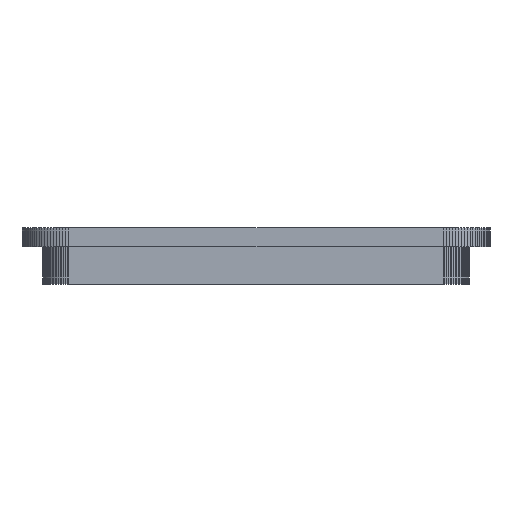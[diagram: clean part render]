
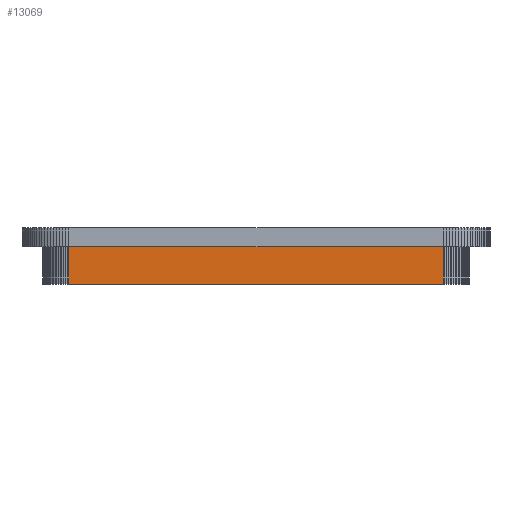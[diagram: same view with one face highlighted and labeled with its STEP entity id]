
A CAD part, left-side view. The second image highlights one B-rep face of the part: STEP entity #13069.
In plain terms, the highlighted free-form (B-spline) face has degree [1, 1] with [2, 2] control points.
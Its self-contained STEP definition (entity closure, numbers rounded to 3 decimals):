
#122 = B_SPLINE_SURFACE_WITH_KNOTS('',1,1,(
    (#123,#124)
    ,(#125,#126
    )),.UNSPECIFIED.,.F.,.F.,.F.,(2,2),(2,2),(-1220.472,
    1220.472),(-492.126,492.126),
  .PIECEWISE_BEZIER_KNOTS.);
#123 = CARTESIAN_POINT('',(61.,-1.013,
    14.));
#124 = CARTESIAN_POINT('',(61.,23.987,
    14.));
#125 = CARTESIAN_POINT('',(-1.,-1.013,
    14.));
#126 = CARTESIAN_POINT('',(-1.,23.987,
    14.));
#3501 = VERTEX_POINT('',#3502);
#3502 = CARTESIAN_POINT('',(0.1,21.487,
    14.));
#3515 = B_SPLINE_SURFACE_WITH_KNOTS('',1,1,(
    (#3516,#3517)
    ,(#3518,#3519
    )),.UNSPECIFIED.,.F.,.F.,.F.,(2,2),(2,2),(0.,3.764),(
    -78.74,0.),.PIECEWISE_BEZIER_KNOTS.);
#3516 = CARTESIAN_POINT('',(0.103,21.583,
    14.));
#3517 = CARTESIAN_POINT('',(0.103,21.583,
    12.));
#3518 = CARTESIAN_POINT('',(0.1,21.487,
    14.));
#3519 = CARTESIAN_POINT('',(0.1,21.487,
    12.));
#3526 = EDGE_CURVE('',#3527,#3501,#3529,.T.);
#3527 = VERTEX_POINT('',#3528);
#3528 = CARTESIAN_POINT('',(0.1,1.487,
    14.));
#3529 = SURFACE_CURVE('',#3530,(#3533,#3540),.PCURVE_S1.);
#3530 = B_SPLINE_CURVE_WITH_KNOTS('',1,(#3531,#3532),.UNSPECIFIED.,.F.,
  .F.,(2,2),(0.,1.),.PIECEWISE_BEZIER_KNOTS.);
#3531 = CARTESIAN_POINT('',(0.1,1.487,
    14.));
#3532 = CARTESIAN_POINT('',(0.1,21.487,
    14.));
#3533 = PCURVE('',#122,#3534);
#3534 = DEFINITIONAL_REPRESENTATION('',(#3535),#3539);
#3535 = B_SPLINE_CURVE_WITH_KNOTS('',2,(#3536,#3537,#3538),
  .UNSPECIFIED.,.F.,.F.,(3,3),(0.,1.),.PIECEWISE_BEZIER_KNOTS.);
#3536 = CARTESIAN_POINT('',(1177.165,-393.701));
#3537 = CARTESIAN_POINT('',(1177.165,0.));
#3538 = CARTESIAN_POINT('',(1177.165,393.701));
#3539 = ( GEOMETRIC_REPRESENTATION_CONTEXT(2) 
PARAMETRIC_REPRESENTATION_CONTEXT() REPRESENTATION_CONTEXT('2D SPACE',''
  ) );
#3540 = PCURVE('',#3541,#3546);
#3541 = B_SPLINE_SURFACE_WITH_KNOTS('',1,1,(
    (#3542,#3543)
    ,(#3544,#3545
  )),.UNSPECIFIED.,.F.,.F.,.F.,(2,2),(2,2),(0.,787.401),(-78.74,0.),
  .PIECEWISE_BEZIER_KNOTS.);
#3542 = CARTESIAN_POINT('',(0.1,21.487,
    14.));
#3543 = CARTESIAN_POINT('',(0.1,21.487,
    12.));
#3544 = CARTESIAN_POINT('',(0.1,1.487,
    14.));
#3545 = CARTESIAN_POINT('',(0.1,1.487,
    12.));
#3546 = DEFINITIONAL_REPRESENTATION('',(#3547),#3550);
#3547 = B_SPLINE_CURVE_WITH_KNOTS('',1,(#3548,#3549),.UNSPECIFIED.,.F.,
  .F.,(2,2),(0.,1.),.PIECEWISE_BEZIER_KNOTS.);
#3548 = CARTESIAN_POINT('',(787.401,-78.74));
#3549 = CARTESIAN_POINT('',(0.,-78.74));
#3550 = ( GEOMETRIC_REPRESENTATION_CONTEXT(2) 
PARAMETRIC_REPRESENTATION_CONTEXT() REPRESENTATION_CONTEXT('2D SPACE',''
  ) );
#3567 = B_SPLINE_SURFACE_WITH_KNOTS('',1,1,(
    (#3568,#3569)
    ,(#3570,#3571
    )),.UNSPECIFIED.,.F.,.F.,.F.,(2,2),(2,2),(0.,3.764),(
    -78.74,0.),.PIECEWISE_BEZIER_KNOTS.);
#3568 = CARTESIAN_POINT('',(0.1,1.487,
    14.));
#3569 = CARTESIAN_POINT('',(0.1,1.487,
    12.));
#3570 = CARTESIAN_POINT('',(0.103,1.391,
    14.));
#3571 = CARTESIAN_POINT('',(0.103,1.391,
    12.));
#9969 = B_SPLINE_SURFACE_WITH_KNOTS('',1,1,(
    (#9970,#9971)
    ,(#9972,#9973
    )),.UNSPECIFIED.,.F.,.F.,.F.,(2,2),(2,2),(-1177.165,
    1177.165),(-448.819,448.819),
  .PIECEWISE_BEZIER_KNOTS.);
#9970 = CARTESIAN_POINT('',(0.1,0.087,
    12.));
#9971 = CARTESIAN_POINT('',(0.1,22.887,
    12.));
#9972 = CARTESIAN_POINT('',(59.9,0.087,
    12.));
#9973 = CARTESIAN_POINT('',(59.9,22.887,
    12.));
#13031 = VERTEX_POINT('',#13032);
#13032 = CARTESIAN_POINT('',(0.1,1.487,
    12.));
#13050 = EDGE_CURVE('',#13031,#3527,#13051,.T.);
#13051 = SURFACE_CURVE('',#13052,(#13055,#13061),.PCURVE_S1.);
#13052 = B_SPLINE_CURVE_WITH_KNOTS('',1,(#13053,#13054),.UNSPECIFIED.,
  .F.,.F.,(2,2),(0.,78.74),.PIECEWISE_BEZIER_KNOTS.);
#13053 = CARTESIAN_POINT('',(0.1,1.487,
    12.));
#13054 = CARTESIAN_POINT('',(0.1,1.487,
    14.));
#13055 = PCURVE('',#3567,#13056);
#13056 = DEFINITIONAL_REPRESENTATION('',(#13057),#13060);
#13057 = B_SPLINE_CURVE_WITH_KNOTS('',1,(#13058,#13059),.UNSPECIFIED.,
  .F.,.F.,(2,2),(0.,78.74),.PIECEWISE_BEZIER_KNOTS.);
#13058 = CARTESIAN_POINT('',(0.,0.));
#13059 = CARTESIAN_POINT('',(0.,-78.74));
#13060 = ( GEOMETRIC_REPRESENTATION_CONTEXT(2) 
PARAMETRIC_REPRESENTATION_CONTEXT() REPRESENTATION_CONTEXT('2D SPACE',''
  ) );
#13061 = PCURVE('',#3541,#13062);
#13062 = DEFINITIONAL_REPRESENTATION('',(#13063),#13066);
#13063 = B_SPLINE_CURVE_WITH_KNOTS('',1,(#13064,#13065),.UNSPECIFIED.,
  .F.,.F.,(2,2),(0.,78.74),.PIECEWISE_BEZIER_KNOTS.);
#13064 = CARTESIAN_POINT('',(787.401,0.));
#13065 = CARTESIAN_POINT('',(787.401,-78.74));
#13066 = ( GEOMETRIC_REPRESENTATION_CONTEXT(2) 
PARAMETRIC_REPRESENTATION_CONTEXT() REPRESENTATION_CONTEXT('2D SPACE',''
  ) );
#13069 = ADVANCED_FACE('',(#13070),#3541,.F.);
#13070 = FACE_BOUND('',#13071,.F.);
#13071 = EDGE_LOOP('',(#13072,#13092,#13110,#13111));
#13072 = ORIENTED_EDGE('',*,*,#13073,.F.);
#13073 = EDGE_CURVE('',#13074,#13031,#13076,.T.);
#13074 = VERTEX_POINT('',#13075);
#13075 = CARTESIAN_POINT('',(0.1,21.487,
    12.));
#13076 = SURFACE_CURVE('',#13077,(#13080,#13086),.PCURVE_S1.);
#13077 = B_SPLINE_CURVE_WITH_KNOTS('',1,(#13078,#13079),.UNSPECIFIED.,
  .F.,.F.,(2,2),(0.,787.401),.PIECEWISE_BEZIER_KNOTS.);
#13078 = CARTESIAN_POINT('',(0.1,21.487,
    12.));
#13079 = CARTESIAN_POINT('',(0.1,1.487,
    12.));
#13080 = PCURVE('',#3541,#13081);
#13081 = DEFINITIONAL_REPRESENTATION('',(#13082),#13085);
#13082 = B_SPLINE_CURVE_WITH_KNOTS('',1,(#13083,#13084),.UNSPECIFIED.,
  .F.,.F.,(2,2),(0.,787.401),.PIECEWISE_BEZIER_KNOTS.);
#13083 = CARTESIAN_POINT('',(0.,0.));
#13084 = CARTESIAN_POINT('',(787.401,0.));
#13085 = ( GEOMETRIC_REPRESENTATION_CONTEXT(2) 
PARAMETRIC_REPRESENTATION_CONTEXT() REPRESENTATION_CONTEXT('2D SPACE',''
  ) );
#13086 = PCURVE('',#9969,#13087);
#13087 = DEFINITIONAL_REPRESENTATION('',(#13088),#13091);
#13088 = B_SPLINE_CURVE_WITH_KNOTS('',1,(#13089,#13090),.UNSPECIFIED.,
  .F.,.F.,(2,2),(0.,787.401),.PIECEWISE_BEZIER_KNOTS.);
#13089 = CARTESIAN_POINT('',(-1177.165,393.701));
#13090 = CARTESIAN_POINT('',(-1177.165,-393.701));
#13091 = ( GEOMETRIC_REPRESENTATION_CONTEXT(2) 
PARAMETRIC_REPRESENTATION_CONTEXT() REPRESENTATION_CONTEXT('2D SPACE',''
  ) );
#13092 = ORIENTED_EDGE('',*,*,#13093,.T.);
#13093 = EDGE_CURVE('',#13074,#3501,#13094,.T.);
#13094 = SURFACE_CURVE('',#13095,(#13098,#13104),.PCURVE_S1.);
#13095 = B_SPLINE_CURVE_WITH_KNOTS('',1,(#13096,#13097),.UNSPECIFIED.,
  .F.,.F.,(2,2),(0.,78.74),.PIECEWISE_BEZIER_KNOTS.);
#13096 = CARTESIAN_POINT('',(0.1,21.487,
    12.));
#13097 = CARTESIAN_POINT('',(0.1,21.487,
    14.));
#13098 = PCURVE('',#3541,#13099);
#13099 = DEFINITIONAL_REPRESENTATION('',(#13100),#13103);
#13100 = B_SPLINE_CURVE_WITH_KNOTS('',1,(#13101,#13102),.UNSPECIFIED.,
  .F.,.F.,(2,2),(0.,78.74),.PIECEWISE_BEZIER_KNOTS.);
#13101 = CARTESIAN_POINT('',(0.,0.));
#13102 = CARTESIAN_POINT('',(0.,-78.74));
#13103 = ( GEOMETRIC_REPRESENTATION_CONTEXT(2) 
PARAMETRIC_REPRESENTATION_CONTEXT() REPRESENTATION_CONTEXT('2D SPACE',''
  ) );
#13104 = PCURVE('',#3515,#13105);
#13105 = DEFINITIONAL_REPRESENTATION('',(#13106),#13109);
#13106 = B_SPLINE_CURVE_WITH_KNOTS('',1,(#13107,#13108),.UNSPECIFIED.,
  .F.,.F.,(2,2),(0.,78.74),.PIECEWISE_BEZIER_KNOTS.);
#13107 = CARTESIAN_POINT('',(3.764,0.));
#13108 = CARTESIAN_POINT('',(3.764,-78.74));
#13109 = ( GEOMETRIC_REPRESENTATION_CONTEXT(2) 
PARAMETRIC_REPRESENTATION_CONTEXT() REPRESENTATION_CONTEXT('2D SPACE',''
  ) );
#13110 = ORIENTED_EDGE('',*,*,#3526,.F.);
#13111 = ORIENTED_EDGE('',*,*,#13050,.F.);
